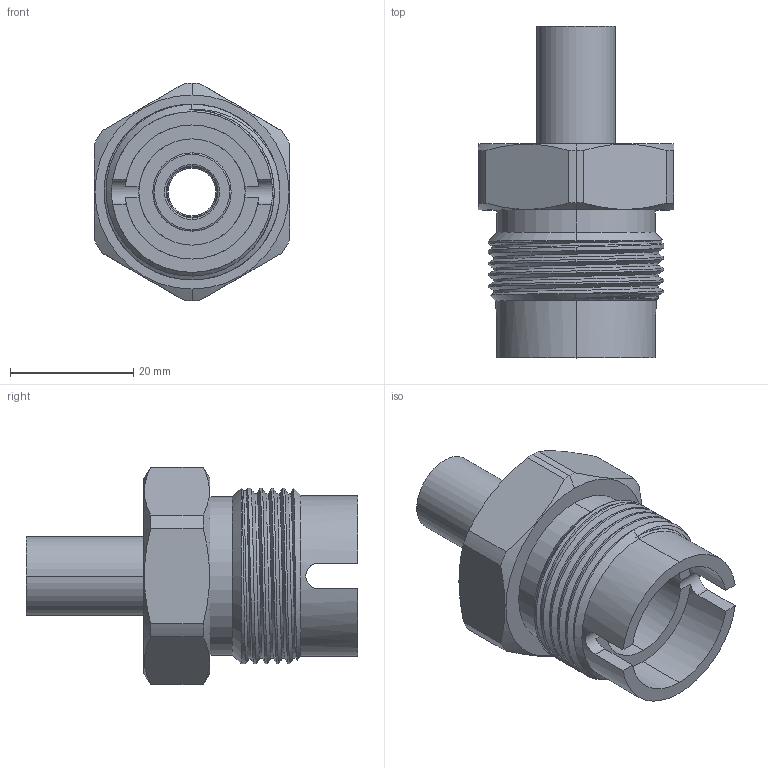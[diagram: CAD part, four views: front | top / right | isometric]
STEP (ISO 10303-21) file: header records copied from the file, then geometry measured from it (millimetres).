
FILE_DESCRIPTION (( 'STEP AP203' ), '1' );
FILE_NAME ('AD-716MSS-8TS.step', '2025-12-01T13:15:32', ( '' ), ( '' ), 'SwSTEP 2.0', 'SolidWorks 2018', '' );
FILE_SCHEMA (( 'CONFIG_CONTROL_DESIGN' ));
Length unit declared in the file: inch
Products named in the file (1): AD-716MSS-8TS
Bounding box: 31.75 x 53.85 x 35.31 mm (x, y, z)
Volume: 17964.3 mm3; surface area: 7953.7 mm2
Topology: 1 solids, 1 shells, 156 faces, 405 edges, 264 vertices
Faces by surface type: plane 62, cylinder 39, bspline 35, cone 14, torus 6
Entity records: 11812 total; most frequent: CARTESIAN_POINT 8169, ORIENTED_EDGE 810, DIRECTION 613, EDGE_CURVE 405, VERTEX_POINT 264, LINE 205, VECTOR 205, AXIS2_PLACEMENT_3D 204
